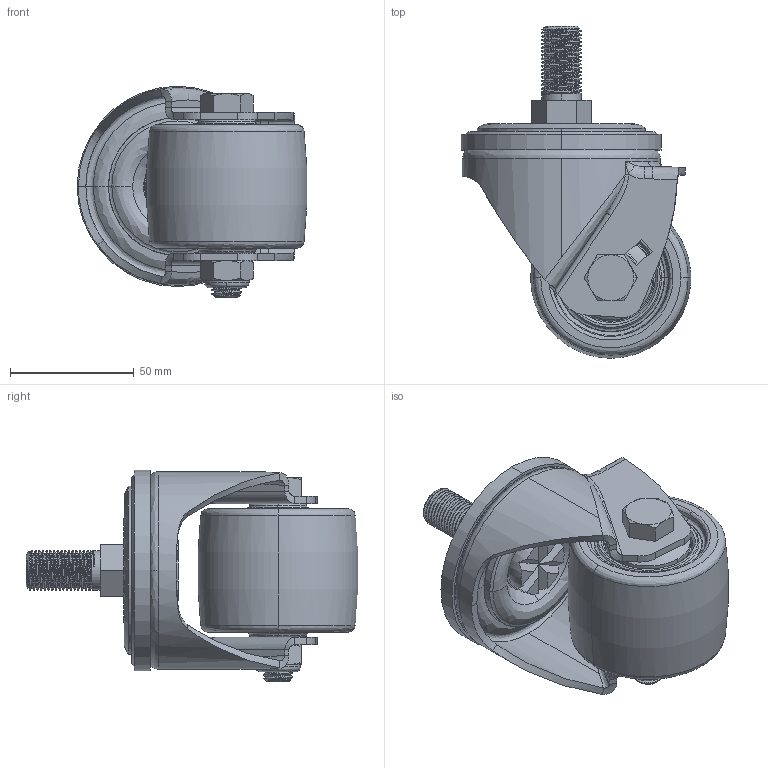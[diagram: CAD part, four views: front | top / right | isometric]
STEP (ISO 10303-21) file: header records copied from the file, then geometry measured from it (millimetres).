
FILE_DESCRIPTION (( 'STEP AP214' ), '1' );
FILE_NAME ('0054911.step', '2022-02-25T08:54:12', ( '' ), ( '' ), 'SwSTEP 2.0', 'SolidWorks 2020', '' );
FILE_SCHEMA (( 'AUTOMOTIVE_DESIGN' ));
Length unit declared in the file: millimetre
Products named in the file (1): 0054911
Bounding box: 92.86 x 134.23 x 85.5 mm (x, y, z)
Volume: 230761.3 mm3; surface area: 101581.3 mm2
Topology: 27 solids, 27 shells, 589 faces, 1491 edges, 951 vertices
Faces by surface type: cylinder 199, bspline 177, plane 134, cone 67, torus 12
Entity records: 44773 total; most frequent: CARTESIAN_POINT 25284, ORIENTED_EDGE 2908, DIRECTION 2248, EDGE_CURVE 1454, VERTEX_POINT 951, AXIS2_PLACEMENT_3D 933, EDGE_LOOP 661, UNCERTAINTY_MEASURE_WITH_UNIT 618
